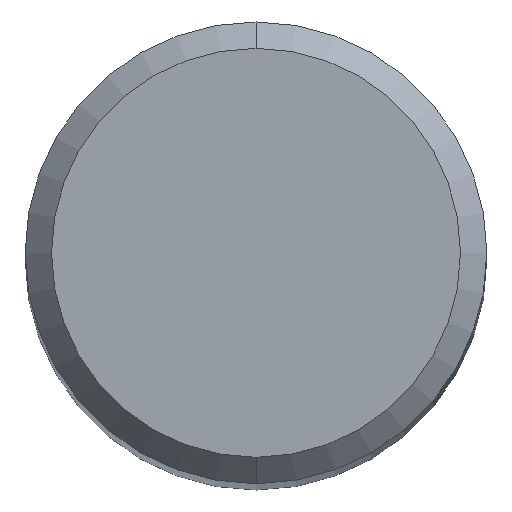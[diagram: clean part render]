
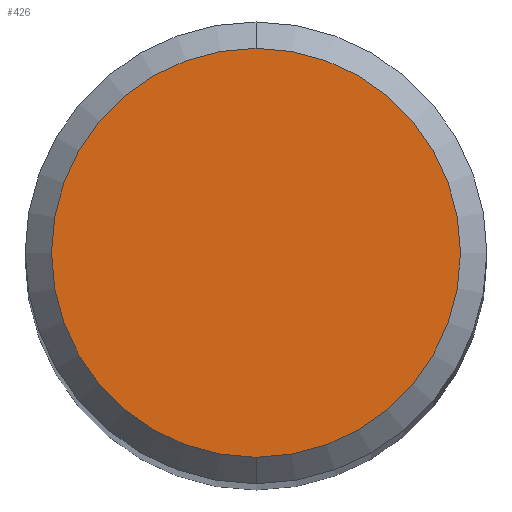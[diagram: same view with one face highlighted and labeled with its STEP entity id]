
A CAD part, top view. The second image highlights one B-rep face of the part: STEP entity #426.
In plain terms, the highlighted planar face has unit normal (0, 0, 1).
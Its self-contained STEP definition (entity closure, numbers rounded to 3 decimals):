
#232=VERTEX_POINT('',#539);
#294=VERTEX_POINT('',#607);
#296=EDGE_CURVE('',#294,#232,#609,.T.);
#396=EDGE_CURVE('',#232,#294,#720,.T.);
#426=ADVANCED_FACE('',(#754),#755,.T.);
#539=CARTESIAN_POINT('',(0.,-3.1,0.0));
#607=CARTESIAN_POINT('',(0.0,3.1,0.0));
#609=CIRCLE('',#1066,3.1);
#720=CIRCLE('',#1252,3.1);
#754=FACE_OUTER_BOUND('',#1328,.T.);
#755=PLANE('',#1329);
#1066=AXIS2_PLACEMENT_3D('',#1574,#1575,#1576);
#1252=AXIS2_PLACEMENT_3D('',#1705,#1706,#1707);
#1328=EDGE_LOOP('',(#1745,#1746));
#1329=AXIS2_PLACEMENT_3D('',#1747,#1748,#1749);
#1574=CARTESIAN_POINT('',(0.0,0.0,0.0));
#1575=DIRECTION('',(0.0,0.0,-1.0));
#1576=DIRECTION('',(0.0,1.0,0.0));
#1705=CARTESIAN_POINT('',(0.0,0.0,0.0));
#1706=DIRECTION('',(0.0,0.0,-1.0));
#1707=DIRECTION('',(0.0,1.0,0.0));
#1745=ORIENTED_EDGE('',*,*,#296,.F.);
#1746=ORIENTED_EDGE('',*,*,#396,.F.);
#1747=CARTESIAN_POINT('',(0.0,1.55,0.0));
#1748=DIRECTION('',(-0.0,0.0,1.0));
#1749=DIRECTION('',(0.0,-1.0,0.0));
